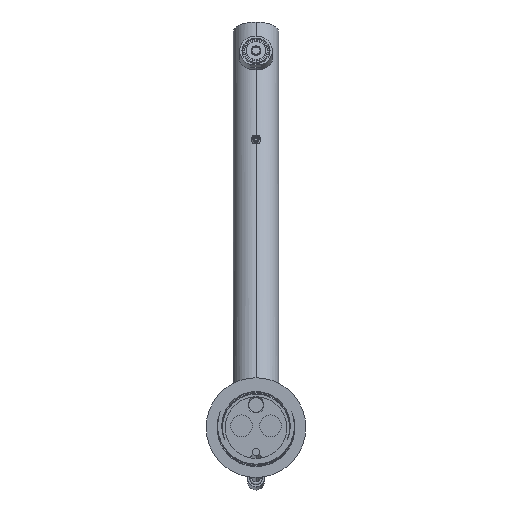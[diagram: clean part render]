
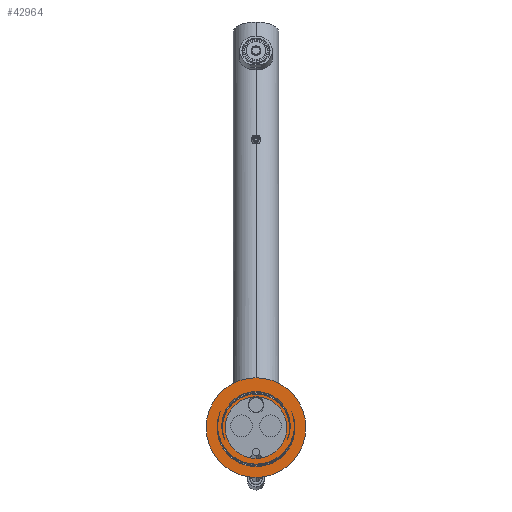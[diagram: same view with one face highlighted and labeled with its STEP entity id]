
A CAD part, front view. The second image highlights one B-rep face of the part: STEP entity #42964.
In plain terms, the highlighted planar face has unit normal (0, -1, 0).
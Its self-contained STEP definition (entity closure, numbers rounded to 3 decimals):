
#13273=CARTESIAN_POINT('',(0.,-3.5,0.));
#13274=DIRECTION('',(0.,1.,0.));
#13275=DIRECTION('',(1.,0.,0.));
#13276=AXIS2_PLACEMENT_3D('',#13273,#13274,#13275);
#13278=CARTESIAN_POINT('',(0.,-3.5,0.));
#13279=DIRECTION('',(0.,-1.,0.));
#13280=DIRECTION('',(1.,0.,0.));
#13281=AXIS2_PLACEMENT_3D('',#13278,#13279,#13280);
#13283=CARTESIAN_POINT('',(0.,-3.5,0.));
#13284=DIRECTION('',(0.,1.,0.));
#13285=DIRECTION('',(1.,0.,0.));
#13286=AXIS2_PLACEMENT_3D('',#13283,#13284,#13285);
#13288=CARTESIAN_POINT('',(0.,-3.5,0.));
#13289=DIRECTION('',(0.,-1.,0.));
#13290=DIRECTION('',(1.,0.,0.));
#13291=AXIS2_PLACEMENT_3D('',#13288,#13289,#13290);
#13293=CARTESIAN_POINT('',(0.,-3.5,1.));
#13294=DIRECTION('',(0.,-1.,0.));
#13295=DIRECTION('',(0.,0.,1.));
#13296=AXIS2_PLACEMENT_3D('',#13293,#13294,#13295);
#13298=CARTESIAN_POINT('',(0.,-3.5,1.));
#13299=DIRECTION('',(0.,-1.,0.));
#13300=DIRECTION('',(-0.932,0.,0.362));
#13301=AXIS2_PLACEMENT_3D('',#13298,#13299,#13300);
#13388=CARTESIAN_POINT('',(0.,-3.5,0.));
#13389=DIRECTION('',(0.,-1.,0.));
#13390=DIRECTION('',(0.933,0.,-0.359));
#13391=AXIS2_PLACEMENT_3D('',#13388,#13389,#13390);
#13488=CARTESIAN_POINT('',(0.,-3.5,1.));
#13489=DIRECTION('',(0.,-1.,0.));
#13490=DIRECTION('',(0.,0.,-1.));
#13491=AXIS2_PLACEMENT_3D('',#13488,#13489,#13490);
#13498=CARTESIAN_POINT('',(0.,-3.5,1.));
#13499=DIRECTION('',(0.,-1.,0.));
#13500=DIRECTION('',(0.915,0.,-0.405));
#13501=AXIS2_PLACEMENT_3D('',#13498,#13499,#13500);
#13748=CARTESIAN_POINT('',(19.688,-3.5,8.639));
#13750=CARTESIAN_POINT('',(0.,-3.5,0.));
#13751=DIRECTION('',(0.,1.,0.));
#13752=DIRECTION('',(0.916,0.,0.402));
#13753=AXIS2_PLACEMENT_3D('',#13750,#13751,#13752);
#13755=CARTESIAN_POINT('',(-19.688,-3.5,8.639));
#24529=CARTESIAN_POINT('',(27.5,-3.5,0.));
#24531=VERTEX_POINT('',#24529);
#24538=CARTESIAN_POINT('',(17.,-3.5,0.));
#24540=VERTEX_POINT('',#24538);
#24541=CARTESIAN_POINT('',(-27.5,-3.5,0.));
#24543=VERTEX_POINT('',#24541);
#24550=CARTESIAN_POINT('',(-17.,-3.5,0.));
#24552=VERTEX_POINT('',#24550);
#24815=VERTEX_POINT('',#13755);
#24818=VERTEX_POINT('',#13748);
#24823=CARTESIAN_POINT('',(0.,-3.5,-20.118));
#24824=VERTEX_POINT('',#24823);
#24825=CARTESIAN_POINT('',(0.,-3.5,19.882));
#24826=CARTESIAN_POINT('',(-17.268,-3.5,-6.639));
#24827=VERTEX_POINT('',#24825);
#24828=VERTEX_POINT('',#24826);
#24829=CARTESIAN_POINT('',(17.268,-3.5,-6.639));
#24830=VERTEX_POINT('',#24829);
#42933=CARTESIAN_POINT('',(0.,-3.5,0.));
#42934=DIRECTION('',(0.,-1.,0.));
#42935=DIRECTION('',(-1.,0.,0.));
#42936=AXIS2_PLACEMENT_3D('',#42933,#42934,#42935);
#42937=PLANE('',#42936);
#42938=ORIENTED_EDGE('',*,*,#42919,.F.);
#42939=ORIENTED_EDGE('',*,*,#42901,.T.);
#42940=EDGE_LOOP('',(#42938,#42939));
#42941=FACE_OUTER_BOUND('',#42940,.F.);
#42943=ORIENTED_EDGE('',*,*,#42942,.F.);
#42945=ORIENTED_EDGE('',*,*,#42944,.F.);
#42947=ORIENTED_EDGE('',*,*,#42946,.F.);
#42948=EDGE_LOOP('',(#42943,#42945,#42947));
#42949=FACE_BOUND('',#42948,.F.);
#42951=ORIENTED_EDGE('',*,*,#42950,.F.);
#42953=ORIENTED_EDGE('',*,*,#42952,.T.);
#42954=EDGE_LOOP('',(#42951,#42953));
#42955=FACE_BOUND('',#42954,.F.);
#42957=ORIENTED_EDGE('',*,*,#42956,.F.);
#42959=ORIENTED_EDGE('',*,*,#42958,.T.);
#42961=ORIENTED_EDGE('',*,*,#42960,.T.);
#42962=EDGE_LOOP('',(#42957,#42959,#42961));
#42963=FACE_BOUND('',#42962,.F.);
#42964=ADVANCED_FACE('',(#42941,#42949,#42955,#42963),#42937,.T.);
#13277=CIRCLE('',#13276,27.5);
#13282=CIRCLE('',#13281,27.5);
#13287=CIRCLE('',#13286,17.);
#13292=CIRCLE('',#13291,17.);
#13297=CIRCLE('',#13296,18.882);
#13302=CIRCLE('',#13301,21.118);
#13392=CIRCLE('',#13391,18.5);
#13492=CIRCLE('',#13491,21.118);
#13502=CIRCLE('',#13501,18.882);
#13754=CIRCLE('',#13753,21.5);
#42901=EDGE_CURVE('',#24531,#24543,#13277,.T.);
#42919=EDGE_CURVE('',#24531,#24543,#13282,.T.);
#42942=EDGE_CURVE('',#24815,#24824,#13302,.T.);
#42944=EDGE_CURVE('',#24818,#24815,#13754,.T.);
#42946=EDGE_CURVE('',#24824,#24818,#13492,.T.);
#42950=EDGE_CURVE('',#24540,#24552,#13287,.T.);
#42952=EDGE_CURVE('',#24540,#24552,#13292,.T.);
#42956=EDGE_CURVE('',#24830,#24828,#13392,.T.);
#42958=EDGE_CURVE('',#24830,#24827,#13502,.T.);
#42960=EDGE_CURVE('',#24827,#24828,#13297,.T.);
